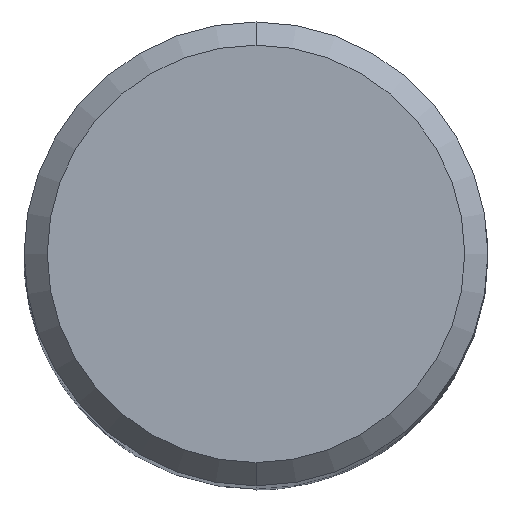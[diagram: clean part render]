
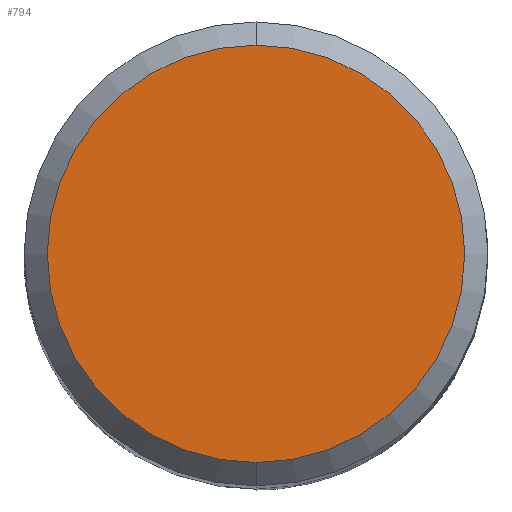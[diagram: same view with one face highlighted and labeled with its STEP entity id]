
A CAD part, top view. The second image highlights one B-rep face of the part: STEP entity #794.
In plain terms, the highlighted planar face has unit normal (0, 0, 1).
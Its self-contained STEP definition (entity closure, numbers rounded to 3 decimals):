
#782=EDGE_CURVE('',#818,#828,#1448,.T.);
#792=EDGE_CURVE('',#828,#818,#1459,.T.);
#794=ADVANCED_FACE('',(#1461),#1462,.T.);
#818=VERTEX_POINT('',#1488);
#828=VERTEX_POINT('',#1498);
#1448=CIRCLE('',#2466,5.4);
#1459=CIRCLE('',#2482,5.4);
#1461=FACE_OUTER_BOUND('',#2484,.T.);
#1462=PLANE('',#2485);
#1488=CARTESIAN_POINT('',(0.,-5.4,0.0));
#1498=CARTESIAN_POINT('',(0.0,5.4,0.0));
#2466=AXIS2_PLACEMENT_3D('',#3265,#3266,#3267);
#2482=AXIS2_PLACEMENT_3D('',#3277,#3278,#3279);
#2484=EDGE_LOOP('',(#3281,#3282));
#2485=AXIS2_PLACEMENT_3D('',#3283,#3284,#3285);
#3265=CARTESIAN_POINT('',(0.0,0.0,0.0));
#3266=DIRECTION('',(0.0,0.0,-1.0));
#3267=DIRECTION('',(0.0,1.0,0.0));
#3277=CARTESIAN_POINT('',(0.0,0.0,0.0));
#3278=DIRECTION('',(0.0,0.0,-1.0));
#3279=DIRECTION('',(0.0,1.0,0.0));
#3281=ORIENTED_EDGE('',*,*,#792,.F.);
#3282=ORIENTED_EDGE('',*,*,#782,.F.);
#3283=CARTESIAN_POINT('',(0.0,2.7,0.0));
#3284=DIRECTION('',(-0.0,0.0,1.0));
#3285=DIRECTION('',(0.0,-1.0,0.0));
